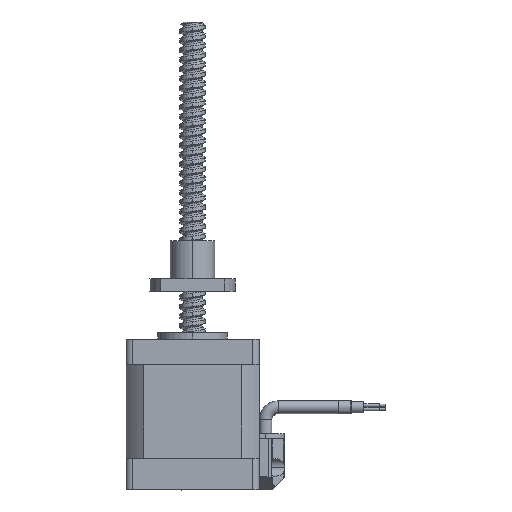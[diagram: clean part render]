
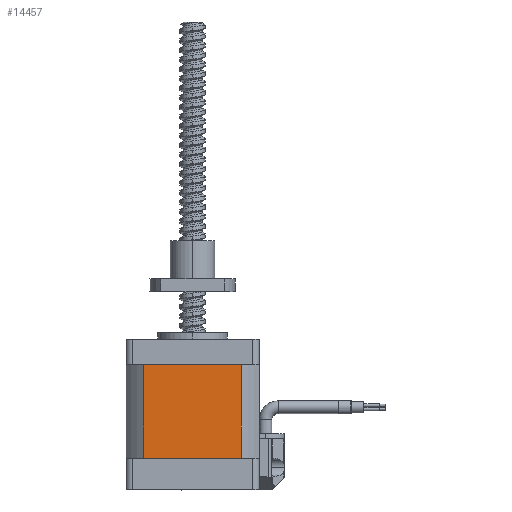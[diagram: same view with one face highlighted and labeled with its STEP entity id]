
A CAD part, left-side view. The second image highlights one B-rep face of the part: STEP entity #14457.
In plain terms, the highlighted planar face has unit normal (-1, 0, 0).
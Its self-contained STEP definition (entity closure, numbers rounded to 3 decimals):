
#549 = CARTESIAN_POINT ( 'NONE',  ( -21., 19., 47.6 ) ) ;
#823 = EDGE_CURVE ( 'NONE', #7158, #1474, #3072, .T. ) ;
#1042 = CARTESIAN_POINT ( 'NONE',  ( -21., 15.33, 10. ) ) ;
#1474 = VERTEX_POINT ( 'NONE', #15138 ) ;
#1798 = EDGE_CURVE ( 'NONE', #8020, #1474, #7667, .T. ) ;
#2532 = VERTEX_POINT ( 'NONE', #11189 ) ;
#3072 = LINE ( 'NONE', #7776, #3440 ) ;
#3163 = VECTOR ( 'NONE', #12947, 1000. ) ;
#3393 = CARTESIAN_POINT ( 'NONE',  ( -21., 19., 39.6 ) ) ;
#3440 = VECTOR ( 'NONE', #5467, 1000. ) ;
#3972 = ORIENTED_EDGE ( 'NONE', *, *, #12647, .T. ) ;
#4994 = EDGE_LOOP ( 'NONE', ( #5956, #3972, #10913, #14823 ) ) ;
#5467 = DIRECTION ( 'NONE',  ( 0., -1., 0. ) ) ;
#5956 = ORIENTED_EDGE ( 'NONE', *, *, #1798, .F. ) ;
#6668 = DIRECTION ( 'NONE',  ( 0., 0., -1. ) ) ;
#7158 = VERTEX_POINT ( 'NONE', #1042 ) ;
#7398 = VECTOR ( 'NONE', #6668, 1000. ) ;
#7667 = LINE ( 'NONE', #14739, #7398 ) ;
#7776 = CARTESIAN_POINT ( 'NONE',  ( -21., 19., 10. ) ) ;
#8020 = VERTEX_POINT ( 'NONE', #13262 ) ;
#9242 = LINE ( 'NONE', #3393, #12016 ) ;
#9657 = FACE_OUTER_BOUND ( 'NONE', #4994, .T. ) ;
#10405 = LINE ( 'NONE', #15087, #3163 ) ;
#10913 = ORIENTED_EDGE ( 'NONE', *, *, #13722, .F. ) ;
#11189 = CARTESIAN_POINT ( 'NONE',  ( -21., 15.33, 39.6 ) ) ;
#12016 = VECTOR ( 'NONE', #12797, 1000. ) ;
#12048 = DIRECTION ( 'NONE',  ( 1., 0., 0. ) ) ;
#12228 = AXIS2_PLACEMENT_3D ( 'NONE', #549, #12048, #13490 ) ;
#12647 = EDGE_CURVE ( 'NONE', #8020, #2532, #9242, .T. ) ;
#12797 = DIRECTION ( 'NONE',  ( 0., 1., 0. ) ) ;
#12947 = DIRECTION ( 'NONE',  ( 0., 0., 1. ) ) ;
#13262 = CARTESIAN_POINT ( 'NONE',  ( -21., -15.33, 39.6 ) ) ;
#13490 = DIRECTION ( 'NONE',  ( 0., 1., 0. ) ) ;
#13722 = EDGE_CURVE ( 'NONE', #7158, #2532, #10405, .T. ) ;
#14351 = PLANE ( 'NONE',  #12228 ) ;
#14457 = ADVANCED_FACE ( 'NONE', ( #9657 ), #14351, .F. ) ;
#14739 = CARTESIAN_POINT ( 'NONE',  ( -21., -15.33, 121.874 ) ) ;
#14823 = ORIENTED_EDGE ( 'NONE', *, *, #823, .T. ) ;
#15087 = CARTESIAN_POINT ( 'NONE',  ( -21., 15.33, 121.874 ) ) ;
#15138 = CARTESIAN_POINT ( 'NONE',  ( -21., -15.33, 10. ) ) ;
